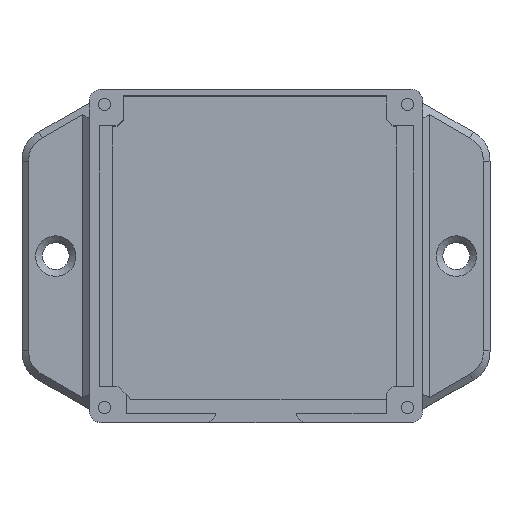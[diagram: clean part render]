
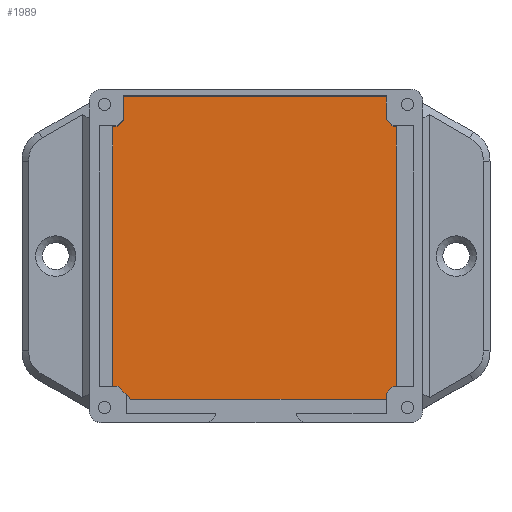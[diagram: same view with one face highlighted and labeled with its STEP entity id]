
A CAD part, top view. The second image highlights one B-rep face of the part: STEP entity #1989.
In plain terms, the highlighted planar face has unit normal (0, 0, 1).
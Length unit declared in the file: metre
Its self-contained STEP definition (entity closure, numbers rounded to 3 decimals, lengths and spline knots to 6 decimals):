
#111=LINE('',#2707,#327);
#119=LINE('',#2725,#335);
#128=LINE('',#2744,#344);
#138=LINE('',#2765,#354);
#161=LINE('',#2858,#377);
#233=LINE('',#3052,#449);
#246=LINE('',#3148,#462);
#247=LINE('',#3151,#463);
#248=LINE('',#3152,#464);
#249=LINE('',#3154,#465);
#250=LINE('',#3155,#466);
#251=LINE('',#3157,#467);
#252=LINE('',#3158,#468);
#253=LINE('',#3159,#469);
#254=LINE('',#3161,#470);
#255=LINE('',#3163,#471);
#256=LINE('',#3165,#472);
#257=LINE('',#3167,#473);
#258=LINE('',#3169,#474);
#259=LINE('',#3171,#475);
#327=VECTOR('',#2213,1.);
#335=VECTOR('',#2225,1.);
#344=VECTOR('',#2236,1.);
#354=VECTOR('',#2248,1.);
#377=VECTOR('',#2291,1.);
#449=VECTOR('',#2421,1.);
#462=VECTOR('',#2480,1.);
#463=VECTOR('',#2481,1.);
#464=VECTOR('',#2482,1.);
#465=VECTOR('',#2483,1.);
#466=VECTOR('',#2484,1.);
#467=VECTOR('',#2485,1.);
#468=VECTOR('',#2486,1.);
#469=VECTOR('',#2487,1.);
#470=VECTOR('',#2488,1.);
#471=VECTOR('',#2489,1.);
#472=VECTOR('',#2490,1.);
#473=VECTOR('',#2491,1.);
#474=VECTOR('',#2492,1.);
#475=VECTOR('',#2493,1.);
#821=ORIENTED_EDGE('',*,*,#1296,.F.);
#822=ORIENTED_EDGE('',*,*,#1297,.F.);
#823=ORIENTED_EDGE('',*,*,#1126,.T.);
#824=ORIENTED_EDGE('',*,*,#1298,.F.);
#825=ORIENTED_EDGE('',*,*,#1299,.T.);
#826=ORIENTED_EDGE('',*,*,#1153,.T.);
#827=ORIENTED_EDGE('',*,*,#1134,.T.);
#828=ORIENTED_EDGE('',*,*,#1276,.F.);
#829=ORIENTED_EDGE('',*,*,#1300,.T.);
#830=ORIENTED_EDGE('',*,*,#1301,.F.);
#831=ORIENTED_EDGE('',*,*,#1191,.F.);
#832=ORIENTED_EDGE('',*,*,#1302,.T.);
#833=ORIENTED_EDGE('',*,*,#1143,.T.);
#834=ORIENTED_EDGE('',*,*,#1303,.T.);
#835=ORIENTED_EDGE('',*,*,#1304,.T.);
#836=ORIENTED_EDGE('',*,*,#1305,.F.);
#837=ORIENTED_EDGE('',*,*,#1306,.F.);
#838=ORIENTED_EDGE('',*,*,#1307,.T.);
#839=ORIENTED_EDGE('',*,*,#1308,.T.);
#840=ORIENTED_EDGE('',*,*,#1309,.T.);
#1126=EDGE_CURVE('',#1416,#1417,#111,.F.);
#1134=EDGE_CURVE('',#1424,#1425,#119,.T.);
#1143=EDGE_CURVE('',#1433,#1434,#128,.T.);
#1153=EDGE_CURVE('',#1443,#1424,#138,.T.);
#1191=EDGE_CURVE('',#1473,#1475,#161,.T.);
#1276=EDGE_CURVE('',#1534,#1425,#233,.T.);
#1296=EDGE_CURVE('',#1544,#1545,#246,.T.);
#1297=EDGE_CURVE('',#1416,#1544,#247,.T.);
#1298=EDGE_CURVE('',#1546,#1417,#248,.T.);
#1299=EDGE_CURVE('',#1546,#1443,#249,.T.);
#1300=EDGE_CURVE('',#1534,#1547,#250,.T.);
#1301=EDGE_CURVE('',#1475,#1547,#251,.T.);
#1302=EDGE_CURVE('',#1473,#1433,#252,.T.);
#1303=EDGE_CURVE('',#1434,#1548,#253,.T.);
#1304=EDGE_CURVE('',#1548,#1549,#254,.T.);
#1305=EDGE_CURVE('',#1550,#1549,#255,.T.);
#1306=EDGE_CURVE('',#1551,#1550,#256,.T.);
#1307=EDGE_CURVE('',#1551,#1552,#257,.F.);
#1308=EDGE_CURVE('',#1552,#1553,#258,.T.);
#1309=EDGE_CURVE('',#1553,#1545,#259,.T.);
#1416=VERTEX_POINT('',#2708);
#1417=VERTEX_POINT('',#2709);
#1424=VERTEX_POINT('',#2726);
#1425=VERTEX_POINT('',#2727);
#1433=VERTEX_POINT('',#2745);
#1434=VERTEX_POINT('',#2746);
#1443=VERTEX_POINT('',#2766);
#1473=VERTEX_POINT('',#2856);
#1475=VERTEX_POINT('',#2859);
#1534=VERTEX_POINT('',#3051);
#1544=VERTEX_POINT('',#3149);
#1545=VERTEX_POINT('',#3150);
#1546=VERTEX_POINT('',#3153);
#1547=VERTEX_POINT('',#3156);
#1548=VERTEX_POINT('',#3160);
#1549=VERTEX_POINT('',#3162);
#1550=VERTEX_POINT('',#3164);
#1551=VERTEX_POINT('',#3166);
#1552=VERTEX_POINT('',#3168);
#1553=VERTEX_POINT('',#3170);
#1679=EDGE_LOOP('',(#821,#822,#823,#824,#825,#826,#827,#828,#829,#830,#831,
#832,#833,#834,#835,#836,#837,#838,#839,#840));
#1803=FACE_BOUND('',#1679,.T.);
#1902=PLANE('',#2124);
#1989=ADVANCED_FACE('',(#1803),#1902,.F.);
#2124=AXIS2_PLACEMENT_3D('',#3147,#2478,#2479);
#2213=DIRECTION('',(0.707,0.707,0.));
#2225=DIRECTION('',(0.707,-0.707,0.));
#2236=DIRECTION('',(1.,0.,0.));
#2248=DIRECTION('',(1.,0.,0.));
#2291=DIRECTION('',(0.,-1.,0.));
#2421=DIRECTION('',(0.,1.,0.));
#2478=DIRECTION('',(0.,0.,-1.));
#2479=DIRECTION('',(1.,0.,0.));
#2480=DIRECTION('',(1.,0.,0.));
#2481=DIRECTION('',(0.,1.,0.));
#2482=DIRECTION('',(1.,0.,0.));
#2483=DIRECTION('',(0.,-1.,0.));
#2484=DIRECTION('',(1.,0.,0.));
#2485=DIRECTION('',(-1.,0.,0.));
#2486=DIRECTION('',(0.707,0.707,0.));
#2487=DIRECTION('',(0.,1.,0.));
#2488=DIRECTION('',(0.,1.,0.));
#2489=DIRECTION('',(0.,-1.,0.));
#2490=DIRECTION('',(1.,0.,0.));
#2491=DIRECTION('',(0.707,-0.707,0.));
#2492=DIRECTION('',(0.,1.,0.));
#2493=DIRECTION('',(-1.,0.,0.));
#2707=CARTESIAN_POINT('',(-0.010883,0.011415,-0.011745));
#2708=CARTESIAN_POINT('',(-0.010653,0.011645,-0.011745));
#2709=CARTESIAN_POINT('',(-0.011553,0.010745,-0.011745));
#2725=CARTESIAN_POINT('',(-0.010858,-0.0285,-0.011745));
#2726=CARTESIAN_POINT('',(-0.011403,-0.027955,-0.011745));
#2727=CARTESIAN_POINT('',(-0.010553,-0.028805,-0.011745));
#2744=CARTESIAN_POINT('',(0.032349,-0.027955,-0.011745));
#2745=CARTESIAN_POINT('',(0.029447,-0.027955,-0.011745));
#2746=CARTESIAN_POINT('',(0.032837,-0.027955,-0.011745));
#2765=CARTESIAN_POINT('',(-0.011653,-0.027955,-0.011745));
#2766=CARTESIAN_POINT('',(-0.014663,-0.027955,-0.011745));
#2856=CARTESIAN_POINT('',(0.028447,-0.028955,-0.011745));
#2858=CARTESIAN_POINT('',(0.028447,-0.031757,-0.011745));
#2859=CARTESIAN_POINT('',(0.028447,-0.032305,-0.011745));
#3051=CARTESIAN_POINT('',(-0.010553,-0.032305,-0.011745));
#3052=CARTESIAN_POINT('',(-0.010553,-0.008555,-0.011745));
#3147=CARTESIAN_POINT('',(0.009087,-0.008555,-0.011745));
#3148=CARTESIAN_POINT('',(0.009087,0.015195,-0.011745));
#3149=CARTESIAN_POINT('',(-0.010653,0.015195,-0.011745));
#3150=CARTESIAN_POINT('',(0.028347,0.015195,-0.011745));
#3151=CARTESIAN_POINT('',(-0.010653,0.012745,-0.011745));
#3152=CARTESIAN_POINT('',(-0.011653,0.010745,-0.011745));
#3153=CARTESIAN_POINT('',(-0.014663,0.010745,-0.011745));
#3154=CARTESIAN_POINT('',(-0.014663,-0.008555,-0.011745));
#3155=CARTESIAN_POINT('',(0.009087,-0.032305,-0.011745));
#3156=CARTESIAN_POINT('',(0.028342,-0.032305,-0.011745));
#3157=CARTESIAN_POINT('',(0.028449,-0.032305,-0.011745));
#3158=CARTESIAN_POINT('',(0.029447,-0.027955,-0.011745));
#3159=CARTESIAN_POINT('',(0.032837,-0.027957,-0.011745));
#3160=CARTESIAN_POINT('',(0.032837,-0.027805,-0.011745));
#3161=CARTESIAN_POINT('',(0.032837,-0.008555,-0.011745));
#3162=CARTESIAN_POINT('',(0.032837,0.010695,-0.011745));
#3163=CARTESIAN_POINT('',(0.032837,0.010747,-0.011745));
#3164=CARTESIAN_POINT('',(0.032837,0.010745,-0.011745));
#3165=CARTESIAN_POINT('',(0.032349,0.010745,-0.011745));
#3166=CARTESIAN_POINT('',(0.029447,0.010745,-0.011745));
#3167=CARTESIAN_POINT('',(0.028917,0.011275,-0.011745));
#3168=CARTESIAN_POINT('',(0.028447,0.011745,-0.011745));
#3169=CARTESIAN_POINT('',(0.028447,-0.008555,-0.011745));
#3170=CARTESIAN_POINT('',(0.028447,0.015195,-0.011745));
#3171=CARTESIAN_POINT('',(0.028478,0.015195,-0.011745));
